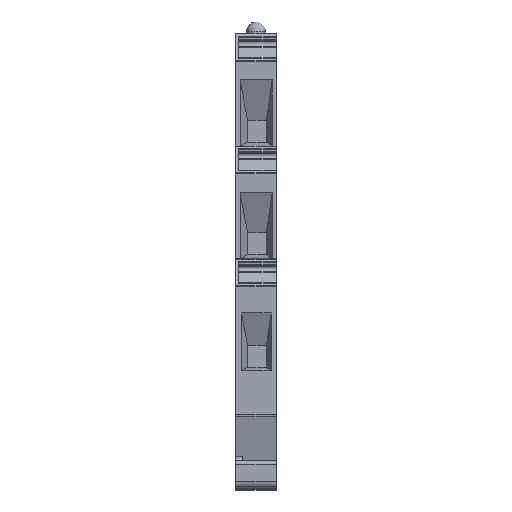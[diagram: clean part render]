
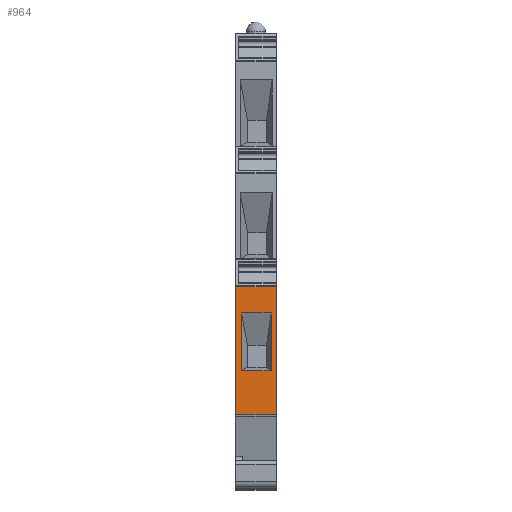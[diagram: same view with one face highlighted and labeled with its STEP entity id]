
A CAD part, left-side view. The second image highlights one B-rep face of the part: STEP entity #964.
In plain terms, the highlighted planar face has unit normal (-1, 0, 0).
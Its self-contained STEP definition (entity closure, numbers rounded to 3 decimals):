
#964 = ADVANCED_FACE( '', ( #2035, #2036 ), #2037, .F. );
#2035 = FACE_BOUND( '', #3962, .T. );
#2036 = FACE_OUTER_BOUND( '', #3963, .T. );
#2037 = PLANE( '', #3964 );
#3962 = EDGE_LOOP( '', ( #7390, #7391, #7392, #7393 ) );
#3963 = EDGE_LOOP( '', ( #7394, #7395, #7396, #7397 ) );
#3964 = AXIS2_PLACEMENT_3D( '', #7398, #7399, #7400 );
#7390 = ORIENTED_EDGE( '', *, *, #9607, .T. );
#7391 = ORIENTED_EDGE( '', *, *, #9404, .T. );
#7392 = ORIENTED_EDGE( '', *, *, #9112, .T. );
#7393 = ORIENTED_EDGE( '', *, *, #9206, .T. );
#7394 = ORIENTED_EDGE( '', *, *, #8906, .T. );
#7395 = ORIENTED_EDGE( '', *, *, #9300, .F. );
#7396 = ORIENTED_EDGE( '', *, *, #9525, .F. );
#7397 = ORIENTED_EDGE( '', *, *, #9599, .T. );
#7398 = CARTESIAN_POINT( '', ( -41.75, 6., -6.448 ) );
#7399 = DIRECTION( '', ( 1., 0., 0. ) );
#7400 = DIRECTION( '', ( 0., 0., -1. ) );
#8906 = EDGE_CURVE( '', #10851, #10849, #10852, .T. );
#9112 = EDGE_CURVE( '', #11158, #11163, #11165, .T. );
#9206 = EDGE_CURVE( '', #11163, #11299, #11301, .T. );
#9300 = EDGE_CURVE( '', #11424, #10849, #11426, .T. );
#9404 = EDGE_CURVE( '', #11559, #11158, #11561, .T. );
#9525 = EDGE_CURVE( '', #11710, #11424, #11712, .T. );
#9599 = EDGE_CURVE( '', #11710, #10851, #11796, .T. );
#9607 = EDGE_CURVE( '', #11299, #11559, #11805, .T. );
#10849 = VERTEX_POINT( '', #13480 );
#10851 = VERTEX_POINT( '', #13482 );
#10852 = LINE( '', #13483, #13484 );
#11158 = VERTEX_POINT( '', #13975 );
#11163 = VERTEX_POINT( '', #13982 );
#11165 = LINE( '', #13985, #13986 );
#11299 = VERTEX_POINT( '', #14177 );
#11301 = LINE( '', #14180, #14181 );
#11424 = VERTEX_POINT( '', #14390 );
#11426 = LINE( '', #14392, #14393 );
#11559 = VERTEX_POINT( '', #14579 );
#11561 = LINE( '', #14582, #14583 );
#11710 = VERTEX_POINT( '', #14809 );
#11712 = LINE( '', #14811, #14812 );
#11796 = LINE( '', #14972, #14973 );
#11805 = LINE( '', #14985, #14986 );
#13480 = CARTESIAN_POINT( '', ( -41.75, 0., -3.7 ) );
#13482 = CARTESIAN_POINT( '', ( -41.75, 0., -22.565 ) );
#13483 = CARTESIAN_POINT( '', ( -41.75, 0., -6.448 ) );
#13484 = VECTOR( '', #16089, 1000. );
#13975 = CARTESIAN_POINT( '', ( -41.75, 0.766, -7.598 ) );
#13982 = CARTESIAN_POINT( '', ( -41.75, 0.766, -16.09 ) );
#13985 = CARTESIAN_POINT( '', ( -41.75, 0.766, -6.448 ) );
#13986 = VECTOR( '', #16346, 1000. );
#14177 = CARTESIAN_POINT( '', ( -41.75, 5.135, -16.09 ) );
#14180 = CARTESIAN_POINT( '', ( -41.75, 6., -16.09 ) );
#14181 = VECTOR( '', #16450, 1000. );
#14390 = CARTESIAN_POINT( '', ( -41.75, 6., -3.7 ) );
#14392 = CARTESIAN_POINT( '', ( -41.75, 6., -3.7 ) );
#14393 = VECTOR( '', #16545, 1000. );
#14579 = CARTESIAN_POINT( '', ( -41.75, 5.135, -7.598 ) );
#14582 = CARTESIAN_POINT( '', ( -41.75, 6., -7.598 ) );
#14583 = VECTOR( '', #16644, 1000. );
#14809 = CARTESIAN_POINT( '', ( -41.75, 6., -22.565 ) );
#14811 = CARTESIAN_POINT( '', ( -41.75, 6., -22.565 ) );
#14812 = VECTOR( '', #16795, 1000. );
#14972 = CARTESIAN_POINT( '', ( -41.75, 6., -22.565 ) );
#14973 = VECTOR( '', #16864, 1000. );
#14985 = CARTESIAN_POINT( '', ( -41.75, 5.135, -6.448 ) );
#14986 = VECTOR( '', #16868, 1000. );
#16089 = DIRECTION( '', ( 0., 0., 1. ) );
#16346 = DIRECTION( '', ( 0., 0., -1. ) );
#16450 = DIRECTION( '', ( 0., 1., 0. ) );
#16545 = DIRECTION( '', ( 0., -1., 0. ) );
#16644 = DIRECTION( '', ( 0., -1., 0. ) );
#16795 = DIRECTION( '', ( 0., 0., 1. ) );
#16864 = DIRECTION( '', ( 0., -1., 0. ) );
#16868 = DIRECTION( '', ( 0., 0., 1. ) );
